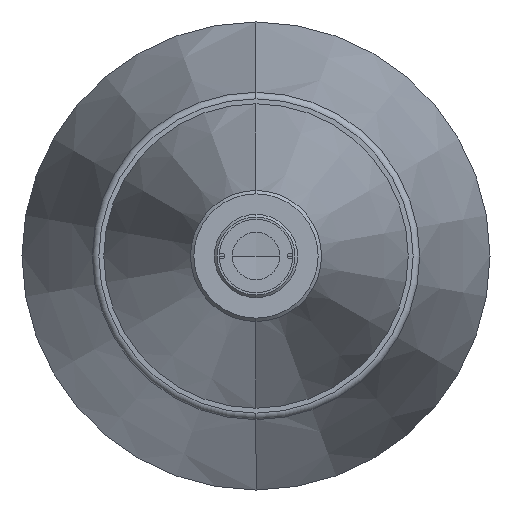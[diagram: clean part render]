
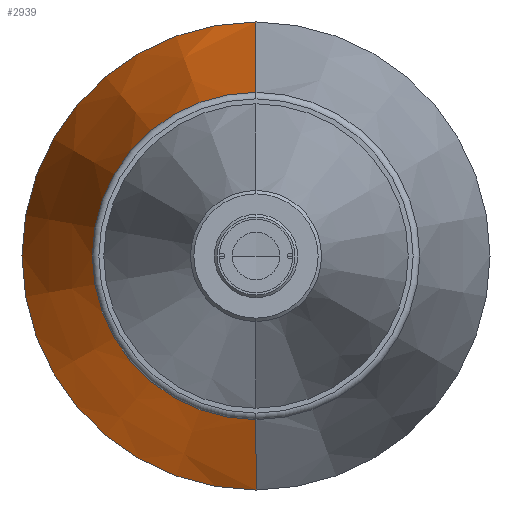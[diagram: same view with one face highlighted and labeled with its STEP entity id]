
A CAD part, left-side view. The second image highlights one B-rep face of the part: STEP entity #2939.
In plain terms, the highlighted conical face has half-angle 13.358 degrees and reference radius 50 mm.
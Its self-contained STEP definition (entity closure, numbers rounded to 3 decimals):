
#99 = CARTESIAN_POINT ( 'NONE',  ( 194.376, 0., -50. ) ) ;
#100 = CARTESIAN_POINT ( 'NONE',  ( 284.915, 0., 71.5 ) ) ;
#101 = CARTESIAN_POINT ( 'NONE',  ( 284.915, 0., -71.5 ) ) ;
#147 = CARTESIAN_POINT ( 'NONE',  ( 194.376, 0., 50. ) ) ;
#429 = EDGE_CURVE ( 'NONE', #663, #664, #2753, .T. ) ;
#431 = EDGE_CURVE ( 'NONE', #710, #662, #2755, .T. ) ;
#432 = EDGE_CURVE ( 'NONE', #710, #663, #2756, .T. ) ;
#433 = EDGE_CURVE ( 'NONE', #662, #664, #2759, .T. ) ;
#484 = EDGE_LOOP ( 'NONE', ( #553, #554, #555, #556 ) ) ;
#553 = ORIENTED_EDGE ( 'NONE', *, *, #431, .F. ) ;
#554 = ORIENTED_EDGE ( 'NONE', *, *, #432, .T. ) ;
#555 = ORIENTED_EDGE ( 'NONE', *, *, #429, .T. ) ;
#556 = ORIENTED_EDGE ( 'NONE', *, *, #433, .F. ) ;
#662 = VERTEX_POINT ( 'NONE', #99 ) ;
#663 = VERTEX_POINT ( 'NONE', #100 ) ;
#664 = VERTEX_POINT ( 'NONE', #101 ) ;
#710 = VERTEX_POINT ( 'NONE', #147 ) ;
#1015 = CARTESIAN_POINT ( 'NONE',  ( 194.376, 0., 0. ) ) ;
#1016 = DIRECTION ( 'NONE',  ( 1., 0., 0. ) ) ;
#1024 = DIRECTION ( 'NONE',  ( 0., 0., -1. ) ) ;
#1141 = FACE_OUTER_BOUND ( 'NONE', #484, .T. ) ;
#1150 = CONICAL_SURFACE ( 'NONE', #1892, 50., 0.233 ) ;
#1892 = AXIS2_PLACEMENT_3D ( 'NONE', #1015, #1016, #1024 ) ;
#2334 = CARTESIAN_POINT ( 'NONE',  ( 284.915, 0., 0. ) ) ;
#2335 = DIRECTION ( 'NONE',  ( -1., 0., 0. ) ) ;
#2336 = DIRECTION ( 'NONE',  ( 0., 0., 1. ) ) ;
#2337 = DIRECTION ( 'NONE',  ( 0.973, 0., 0.231 ) ) ;
#2338 = CARTESIAN_POINT ( 'NONE',  ( 194.376, 0., 50. ) ) ;
#2339 = CARTESIAN_POINT ( 'NONE',  ( 194.376, 0., 0. ) ) ;
#2340 = DIRECTION ( 'NONE',  ( -1., 0., 0. ) ) ;
#2341 = DIRECTION ( 'NONE',  ( 0., 0., 1. ) ) ;
#2342 = CARTESIAN_POINT ( 'NONE',  ( 194.376, 0., -50. ) ) ;
#2343 = DIRECTION ( 'NONE',  ( 0.973, 0., -0.231 ) ) ;
#2511 = AXIS2_PLACEMENT_3D ( 'NONE', #2334, #2335, #2336 ) ;
#2512 = AXIS2_PLACEMENT_3D ( 'NONE', #2339, #2340, #2341 ) ;
#2753 = CIRCLE ( 'NONE', #2511, 71.5 ) ;
#2755 = CIRCLE ( 'NONE', #2512, 50. ) ;
#2756 = LINE ( 'NONE', #2338, #2760 ) ;
#2759 = LINE ( 'NONE', #2342, #2762 ) ;
#2760 = VECTOR ( 'NONE', #2337, 1000. ) ;
#2762 = VECTOR ( 'NONE', #2343, 1000. ) ;
#2939 = ADVANCED_FACE ( 'NONE', ( #1141 ), #1150, .T. ) ;
